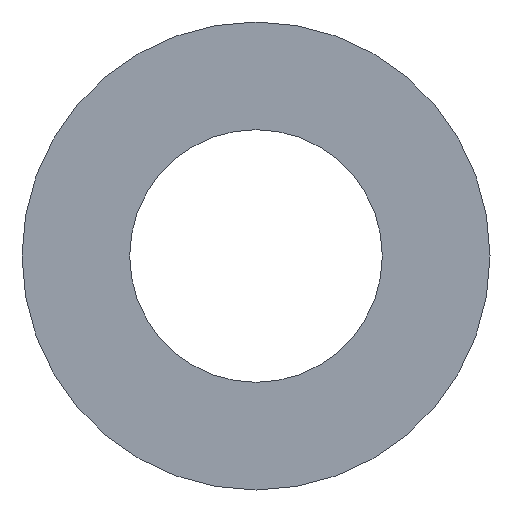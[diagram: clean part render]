
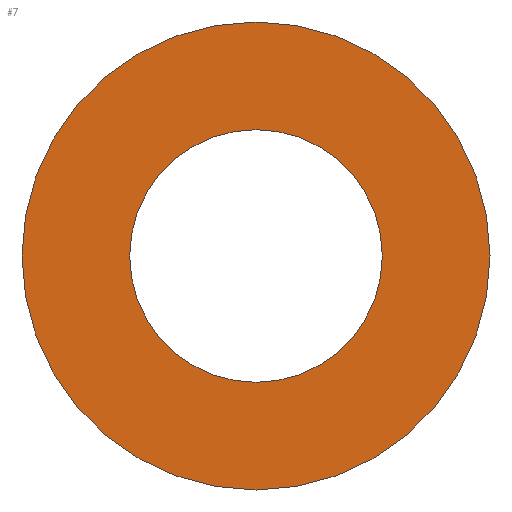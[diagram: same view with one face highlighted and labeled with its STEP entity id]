
A CAD part, front view. The second image highlights one B-rep face of the part: STEP entity #7.
In plain terms, the highlighted planar face has unit normal (0, -1, 0).
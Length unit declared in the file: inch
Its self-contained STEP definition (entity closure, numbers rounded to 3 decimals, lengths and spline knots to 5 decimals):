
#4 = VERTEX_POINT ( 'NONE', #39 ) ;
#7 = ADVANCED_FACE ( 'NONE', ( #103, #22 ), #181, .F. ) ;
#8 = AXIS2_PLACEMENT_3D ( 'NONE', #141, #143, #27 ) ;
#10 = CIRCLE ( 'NONE', #38, 0.25 ) ;
#14 = EDGE_LOOP ( 'NONE', ( #24, #142 ) ) ;
#17 = CIRCLE ( 'NONE', #131, 0.135 ) ;
#22 = FACE_BOUND ( 'NONE', #14, .T. ) ;
#24 = ORIENTED_EDGE ( 'NONE', *, *, #25, .T. ) ;
#25 = EDGE_CURVE ( 'NONE', #4, #68, #36, .T. ) ;
#27 = DIRECTION ( 'NONE',  ( 0., 0., 1. ) ) ;
#35 = CARTESIAN_POINT ( 'NONE',  ( 0., 0., 0. ) ) ;
#36 = CIRCLE ( 'NONE', #166, 0.135 ) ;
#38 = AXIS2_PLACEMENT_3D ( 'NONE', #35, #86, #111 ) ;
#39 = CARTESIAN_POINT ( 'NONE',  ( 0., 0., -0.135 ) ) ;
#43 = EDGE_CURVE ( 'NONE', #78, #88, #200, .T. ) ;
#44 = DIRECTION ( 'NONE',  ( 0., 0., 1. ) ) ;
#46 = CARTESIAN_POINT ( 'NONE',  ( 0., 0., 0.135 ) ) ;
#50 = EDGE_CURVE ( 'NONE', #68, #4, #17, .T. ) ;
#56 = AXIS2_PLACEMENT_3D ( 'NONE', #61, #119, #44 ) ;
#60 = CARTESIAN_POINT ( 'NONE',  ( 0., 0., -0.25 ) ) ;
#61 = CARTESIAN_POINT ( 'NONE',  ( 0., 0., 0. ) ) ;
#68 = VERTEX_POINT ( 'NONE', #46 ) ;
#78 = VERTEX_POINT ( 'NONE', #198 ) ;
#86 = DIRECTION ( 'NONE',  ( 0., 1., 0. ) ) ;
#88 = VERTEX_POINT ( 'NONE', #60 ) ;
#89 = ORIENTED_EDGE ( 'NONE', *, *, #43, .F. ) ;
#103 = FACE_OUTER_BOUND ( 'NONE', #163, .T. ) ;
#107 = DIRECTION ( 'NONE',  ( 0., 0., 1. ) ) ;
#111 = DIRECTION ( 'NONE',  ( 0., 0., 1. ) ) ;
#119 = DIRECTION ( 'NONE',  ( 0., 1., 0. ) ) ;
#131 = AXIS2_PLACEMENT_3D ( 'NONE', #177, #132, #107 ) ;
#132 = DIRECTION ( 'NONE',  ( 0., 1., 0. ) ) ;
#141 = CARTESIAN_POINT ( 'NONE',  ( 0., 0., 0. ) ) ;
#142 = ORIENTED_EDGE ( 'NONE', *, *, #50, .T. ) ;
#143 = DIRECTION ( 'NONE',  ( 0., 1., 0. ) ) ;
#158 = DIRECTION ( 'NONE',  ( 0., 0., 1. ) ) ;
#162 = DIRECTION ( 'NONE',  ( 0., 1., 0. ) ) ;
#163 = EDGE_LOOP ( 'NONE', ( #172, #89 ) ) ;
#166 = AXIS2_PLACEMENT_3D ( 'NONE', #183, #162, #158 ) ;
#172 = ORIENTED_EDGE ( 'NONE', *, *, #195, .F. ) ;
#177 = CARTESIAN_POINT ( 'NONE',  ( 0., 0., 0. ) ) ;
#181 = PLANE ( 'NONE',  #56 ) ;
#183 = CARTESIAN_POINT ( 'NONE',  ( 0., 0., 0. ) ) ;
#195 = EDGE_CURVE ( 'NONE', #88, #78, #10, .T. ) ;
#198 = CARTESIAN_POINT ( 'NONE',  ( 0., 0., 0.25 ) ) ;
#200 = CIRCLE ( 'NONE', #8, 0.25 ) ;
